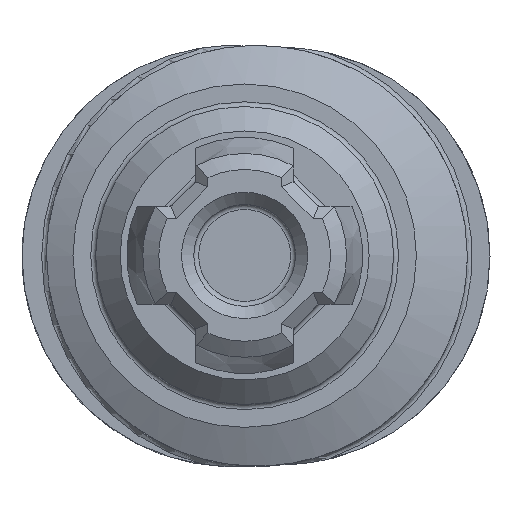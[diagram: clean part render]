
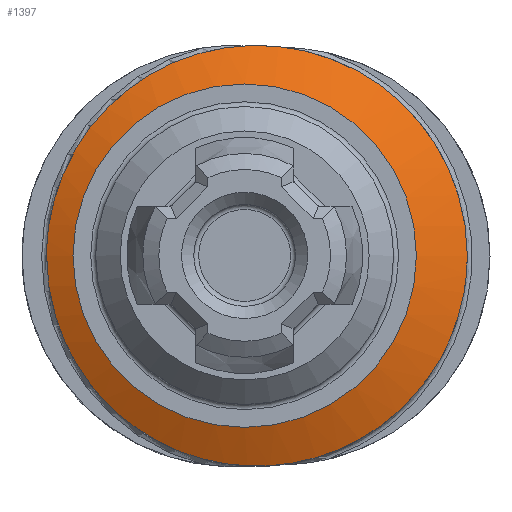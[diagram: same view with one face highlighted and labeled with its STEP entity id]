
A CAD part, top view. The second image highlights one B-rep face of the part: STEP entity #1397.
In plain terms, the highlighted conical face has half-angle 65 degrees and reference radius 7 mm.
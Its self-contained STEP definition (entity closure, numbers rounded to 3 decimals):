
#27=CONICAL_SURFACE('',#1563,7.,1.134);
#145=CIRCLE('',#1493,7.);
#264=FACE_OUTER_BOUND('',#345,.T.);
#345=EDGE_LOOP('',(#1282,#1283,#1284,#1285,#1286));
#360=B_SPLINE_CURVE_WITH_KNOTS('',3,(#2448,#2449,#2450,#2451,#2452,#2453,
#2454,#2455,#2456,#2457,#2458,#2459,#2460,#2461,#2462,#2463,#2464,#2465),
 .UNSPECIFIED.,.F.,.F.,(4,2,2,2,2,2,2,2,4),(0.,0.305,0.611,
0.926,1.242,1.573,1.903,2.244,
2.585),.UNSPECIFIED.);
#361=B_SPLINE_CURVE_WITH_KNOTS('',3,(#2466,#2467,#2468,#2469,#2470,#2471,
#2472,#2473,#2474,#2475,#2476,#2477,#2478,#2479,#2480,#2481,#2482,#2483),
 .UNSPECIFIED.,.F.,.F.,(4,2,2,2,2,2,2,2,4),(2.585,2.926,
3.266,3.597,3.928,4.243,4.559,
4.864,5.17),.UNSPECIFIED.);
#464=LINE('',#2748,#546);
#546=VECTOR('',#1971,7.);
#629=VERTEX_POINT('',#2406);
#634=VERTEX_POINT('',#2446);
#635=VERTEX_POINT('',#2447);
#799=EDGE_CURVE('',#629,#629,#145,.T.);
#804=EDGE_CURVE('',#634,#635,#360,.T.);
#805=EDGE_CURVE('',#635,#634,#361,.T.);
#889=EDGE_CURVE('',#629,#635,#464,.T.);
#1282=ORIENTED_EDGE('',*,*,#799,.F.);
#1283=ORIENTED_EDGE('',*,*,#889,.T.);
#1284=ORIENTED_EDGE('',*,*,#805,.T.);
#1285=ORIENTED_EDGE('',*,*,#804,.T.);
#1286=ORIENTED_EDGE('',*,*,#889,.F.);
#1397=ADVANCED_FACE('',(#264),#27,.T.);
#1493=AXIS2_PLACEMENT_3D('',#2407,#1794,#1795);
#1563=AXIS2_PLACEMENT_3D('',#2747,#1969,#1970);
#1794=DIRECTION('center_axis',(0.,0.,1.));
#1795=DIRECTION('ref_axis',(-1.,0.,0.));
#1969=DIRECTION('center_axis',(0.,0.,-1.));
#1970=DIRECTION('ref_axis',(-1.,0.,0.));
#1971=DIRECTION('',(0.906,0.,-0.423));
#2406=CARTESIAN_POINT('',(7.,0.,53.));
#2407=CARTESIAN_POINT('Origin',(0.,0.,53.));
#2446=CARTESIAN_POINT('',(-8.075,0.,52.499));
#2447=CARTESIAN_POINT('',(9.075,0.,52.032));
#2448=CARTESIAN_POINT('Ctrl Pts',(-8.075,0.,52.499));
#2449=CARTESIAN_POINT('Ctrl Pts',(-8.075,-1.018,52.499));
#2450=CARTESIAN_POINT('Ctrl Pts',(-7.883,-2.107,52.493));
#2451=CARTESIAN_POINT('Ctrl Pts',(-7.094,-4.128,52.47));
#2452=CARTESIAN_POINT('Ctrl Pts',(-6.498,-5.059,52.453));
#2453=CARTESIAN_POINT('Ctrl Pts',(-5.096,-6.582,52.414));
#2454=CARTESIAN_POINT('Ctrl Pts',(-4.183,-7.27,52.388));
#2455=CARTESIAN_POINT('Ctrl Pts',(-2.161,-8.228,52.332));
#2456=CARTESIAN_POINT('Ctrl Pts',(-1.05,-8.499,52.301));
#2457=CARTESIAN_POINT('Ctrl Pts',(1.099,-8.625,52.242));
#2458=CARTESIAN_POINT('Ctrl Pts',(2.284,-8.468,52.211));
#2459=CARTESIAN_POINT('Ctrl Pts',(4.483,-7.683,52.152));
#2460=CARTESIAN_POINT('Ctrl Pts',(5.498,-7.054,52.125));
#2461=CARTESIAN_POINT('Ctrl Pts',(7.144,-5.538,52.082));
#2462=CARTESIAN_POINT('Ctrl Pts',(7.87,-4.545,52.063));
#2463=CARTESIAN_POINT('Ctrl Pts',(8.836,-2.343,52.039));
#2464=CARTESIAN_POINT('Ctrl Pts',(9.075,-1.136,52.032));
#2465=CARTESIAN_POINT('Ctrl Pts',(9.075,0.,52.032));
#2466=CARTESIAN_POINT('Ctrl Pts',(9.075,0.,52.032));
#2467=CARTESIAN_POINT('Ctrl Pts',(9.075,1.136,52.032));
#2468=CARTESIAN_POINT('Ctrl Pts',(8.836,2.343,52.039));
#2469=CARTESIAN_POINT('Ctrl Pts',(7.87,4.545,52.063));
#2470=CARTESIAN_POINT('Ctrl Pts',(7.144,5.538,52.082));
#2471=CARTESIAN_POINT('Ctrl Pts',(5.498,7.054,52.125));
#2472=CARTESIAN_POINT('Ctrl Pts',(4.483,7.683,52.152));
#2473=CARTESIAN_POINT('Ctrl Pts',(2.284,8.468,52.211));
#2474=CARTESIAN_POINT('Ctrl Pts',(1.099,8.625,52.242));
#2475=CARTESIAN_POINT('Ctrl Pts',(-1.05,8.499,52.301));
#2476=CARTESIAN_POINT('Ctrl Pts',(-2.161,8.228,52.332));
#2477=CARTESIAN_POINT('Ctrl Pts',(-4.183,7.27,52.388));
#2478=CARTESIAN_POINT('Ctrl Pts',(-5.096,6.582,52.414));
#2479=CARTESIAN_POINT('Ctrl Pts',(-6.498,5.059,52.453));
#2480=CARTESIAN_POINT('Ctrl Pts',(-7.094,4.128,52.47));
#2481=CARTESIAN_POINT('Ctrl Pts',(-7.883,2.107,52.493));
#2482=CARTESIAN_POINT('Ctrl Pts',(-8.075,1.018,52.499));
#2483=CARTESIAN_POINT('Ctrl Pts',(-8.075,0.,52.499));
#2747=CARTESIAN_POINT('Origin',(0.,0.,53.));
#2748=CARTESIAN_POINT('',(7.,0.,53.));
